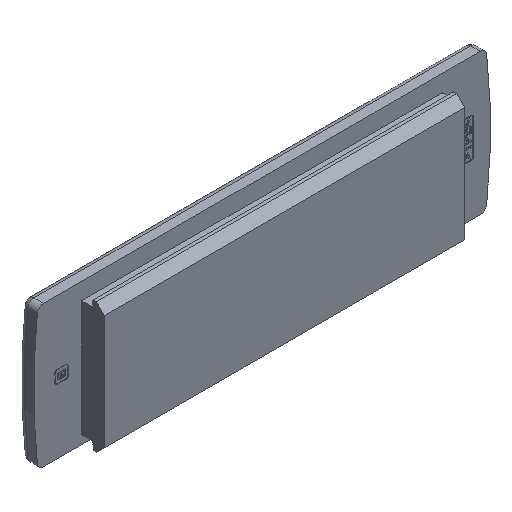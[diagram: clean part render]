
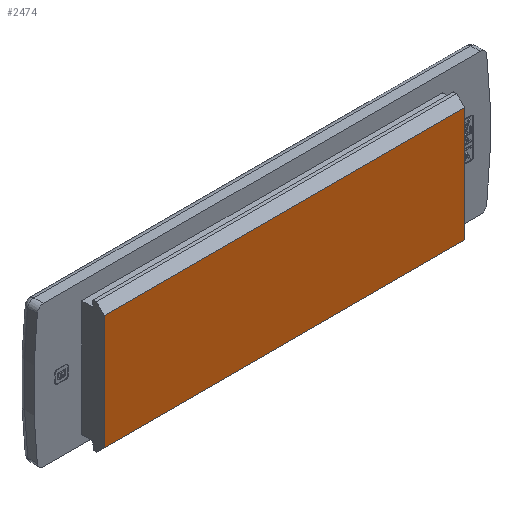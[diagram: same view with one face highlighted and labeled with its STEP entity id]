
A CAD part, isometric view. The second image highlights one B-rep face of the part: STEP entity #2474.
In plain terms, the highlighted planar face has unit normal (0, -1, 0).
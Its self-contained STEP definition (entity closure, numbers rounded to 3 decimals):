
#608=FACE_OUTER_BOUND('',#4084,.T.);
#2474=ADVANCED_FACE('KES_ECO_T1',(#608),#3223,.F.);
#3223=PLANE('',#16696);
#4084=EDGE_LOOP('',(#8652,#8653,#8654,#8655));
#4936=LINE('',#32679,#6388);
#4937=LINE('',#32682,#6389);
#4938=LINE('',#32684,#6390);
#4939=LINE('',#32686,#6391);
#6388=VECTOR('',#17395,1.);
#6389=VECTOR('',#17396,1.);
#6390=VECTOR('',#17397,1.);
#6391=VECTOR('',#17398,1.);
#8652=ORIENTED_EDGE('',*,*,#14653,.F.);
#8653=ORIENTED_EDGE('',*,*,#14654,.T.);
#8654=ORIENTED_EDGE('',*,*,#14655,.T.);
#8655=ORIENTED_EDGE('',*,*,#14656,.T.);
#12914=VERTEX_POINT('',#32680);
#12915=VERTEX_POINT('',#32681);
#12916=VERTEX_POINT('',#32683);
#12917=VERTEX_POINT('',#32685);
#14653=EDGE_CURVE('',#12914,#12915,#4936,.T.);
#14654=EDGE_CURVE('',#12914,#12916,#4937,.T.);
#14655=EDGE_CURVE('',#12916,#12917,#4938,.T.);
#14656=EDGE_CURVE('',#12917,#12915,#4939,.T.);
#16696=AXIS2_PLACEMENT_3D('',#32687,#17399,#17400);
#17395=DIRECTION('',(0.,0.,1.));
#17396=DIRECTION('',(1.,0.,0.));
#17397=DIRECTION('',(0.,0.,1.));
#17398=DIRECTION('',(-1.,0.,0.));
#17399=DIRECTION('',(0.,1.,0.));
#17400=DIRECTION('',(0.,0.,-1.));
#32679=CARTESIAN_POINT('',(-56.,0.,-21.987));
#32680=CARTESIAN_POINT('',(-56.,0.,-19.354));
#32681=CARTESIAN_POINT('',(-56.,0.,16.25));
#32682=CARTESIAN_POINT('',(56.,0.,-19.354));
#32683=CARTESIAN_POINT('',(56.,0.,-19.354));
#32684=CARTESIAN_POINT('',(56.,0.,-21.987));
#32685=CARTESIAN_POINT('',(56.,0.,16.25));
#32686=CARTESIAN_POINT('',(-56.,0.,16.25));
#32687=CARTESIAN_POINT('',(-55.75,0.,-17.75));
